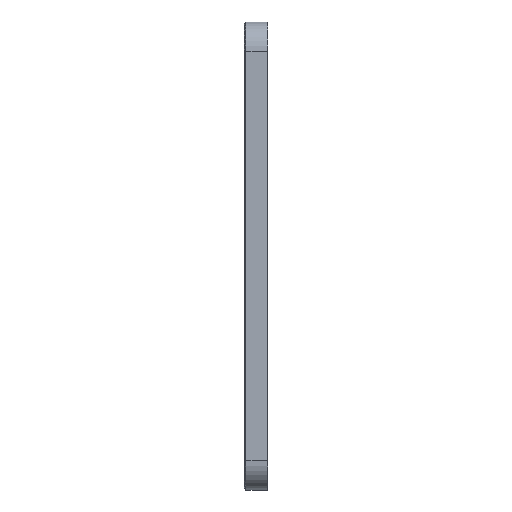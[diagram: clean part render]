
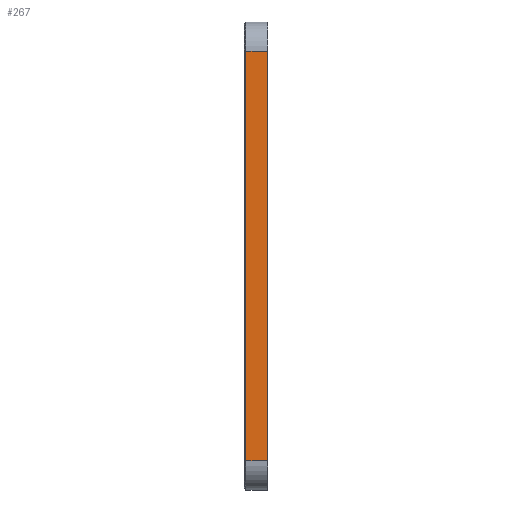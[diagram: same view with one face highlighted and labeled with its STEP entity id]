
A CAD part, left-side view. The second image highlights one B-rep face of the part: STEP entity #267.
In plain terms, the highlighted planar face has unit normal (-1, 0, 0).
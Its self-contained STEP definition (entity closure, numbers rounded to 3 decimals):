
#2 = CARTESIAN_POINT ( 'NONE',  ( -200., 7.5, 70. ) ) ;
#9 = ORIENTED_EDGE ( 'NONE', *, *, #670, .T. ) ;
#28 = CARTESIAN_POINT ( 'NONE',  ( -200., 7.5, -70. ) ) ;
#42 = DIRECTION ( 'NONE',  ( 0., -1., 0. ) ) ;
#46 = VERTEX_POINT ( 'NONE', #28 ) ;
#136 = EDGE_CURVE ( 'NONE', #46, #352, #921, .T. ) ;
#183 = VECTOR ( 'NONE', #1147, 1000. ) ;
#203 = VECTOR ( 'NONE', #425, 1000. ) ;
#215 = CARTESIAN_POINT ( 'NONE',  ( -200., 0., -70. ) ) ;
#265 = DIRECTION ( 'NONE',  ( 1., 0., 0. ) ) ;
#267 = ADVANCED_FACE ( 'NONE', ( #491 ), #948, .F. ) ;
#352 = VERTEX_POINT ( 'NONE', #215 ) ;
#397 = DIRECTION ( 'NONE',  ( 0., 0., -1. ) ) ;
#425 = DIRECTION ( 'NONE',  ( 0., 1., 0. ) ) ;
#467 = CARTESIAN_POINT ( 'NONE',  ( -200., 8., -70. ) ) ;
#486 = CARTESIAN_POINT ( 'NONE',  ( -200., 0., 80. ) ) ;
#491 = FACE_OUTER_BOUND ( 'NONE', #718, .T. ) ;
#549 = VECTOR ( 'NONE', #42, 1000. ) ;
#610 = LINE ( 'NONE', #486, #183 ) ;
#670 = EDGE_CURVE ( 'NONE', #1370, #1257, #1081, .T. ) ;
#718 = EDGE_LOOP ( 'NONE', ( #9, #1391, #1252, #802 ) ) ;
#750 = LINE ( 'NONE', #1280, #995 ) ;
#802 = ORIENTED_EDGE ( 'NONE', *, *, #969, .T. ) ;
#847 = DIRECTION ( 'NONE',  ( 0., 0., -1. ) ) ;
#867 = CARTESIAN_POINT ( 'NONE',  ( -200., 8., 70. ) ) ;
#921 = LINE ( 'NONE', #467, #549 ) ;
#922 = CARTESIAN_POINT ( 'NONE',  ( -200., 0., 70. ) ) ;
#940 = CARTESIAN_POINT ( 'NONE',  ( -200., 8., 80. ) ) ;
#948 = PLANE ( 'NONE',  #1397 ) ;
#969 = EDGE_CURVE ( 'NONE', #352, #1370, #610, .T. ) ;
#995 = VECTOR ( 'NONE', #847, 1000. ) ;
#1034 = EDGE_CURVE ( 'NONE', #1257, #46, #750, .T. ) ;
#1081 = LINE ( 'NONE', #867, #203 ) ;
#1147 = DIRECTION ( 'NONE',  ( 0., 0., 1. ) ) ;
#1252 = ORIENTED_EDGE ( 'NONE', *, *, #136, .T. ) ;
#1257 = VERTEX_POINT ( 'NONE', #2 ) ;
#1280 = CARTESIAN_POINT ( 'NONE',  ( -200., 7.5, 80. ) ) ;
#1370 = VERTEX_POINT ( 'NONE', #922 ) ;
#1391 = ORIENTED_EDGE ( 'NONE', *, *, #1034, .T. ) ;
#1397 = AXIS2_PLACEMENT_3D ( 'NONE', #940, #265, #397 ) ;
